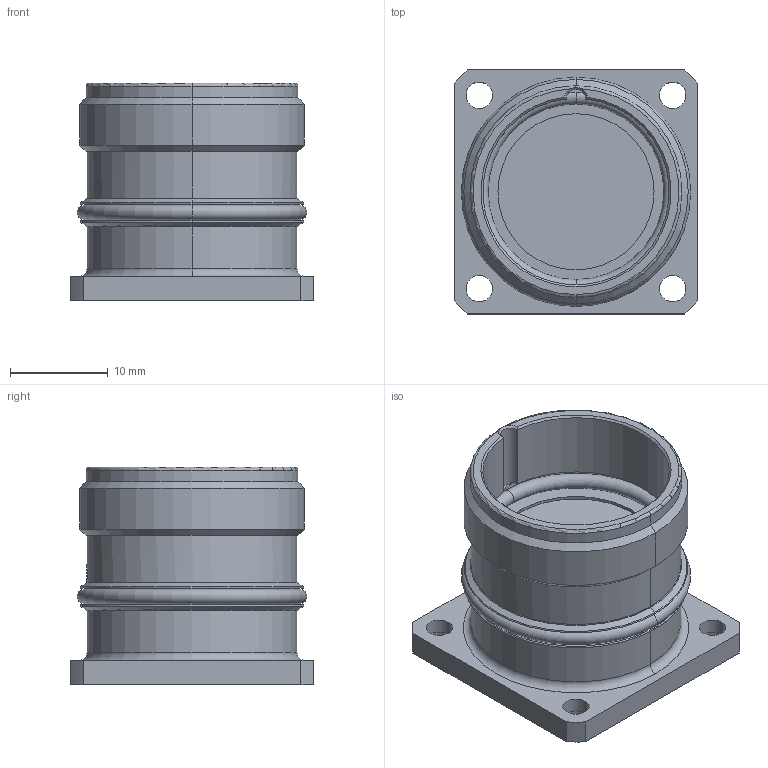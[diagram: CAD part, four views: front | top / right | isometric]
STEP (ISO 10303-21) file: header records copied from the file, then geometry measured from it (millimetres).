
FILE_DESCRIPTION((''),'2;1');
FILE_NAME('1592574','2016-02-02T',('feitelbuss'),(''),'PRO/ENGINEER BY PARAMETRIC TECHNOLOGY CORPORATION, 2014200','PRO/ENGINEER BY PARAMETRIC TECHNOLOGY CORPORATION, 2014200','');
FILE_SCHEMA(('AUTOMOTIVE_DESIGN { 1 0 10303 214 1 1 1 1 }'));
Length unit declared in the file: millimetre
Products named in the file (1): 1592574
Bounding box: 25 x 25 x 22.3 mm (x, y, z)
Volume: 6441.2 mm3; surface area: 3905.4 mm2
Topology: 1 solids, 1 shells, 90 faces, 206 edges, 127 vertices
Faces by surface type: cylinder 40, plane 19, torus 19, cone 12
Entity records: 2865 total; most frequent: CARTESIAN_POINT 572, DIRECTION 504, ORIENTED_EDGE 412, AXIS2_PLACEMENT_3D 220, EDGE_CURVE 206, CIRCLE 130, VERTEX_POINT 127, EDGE_LOOP 107
